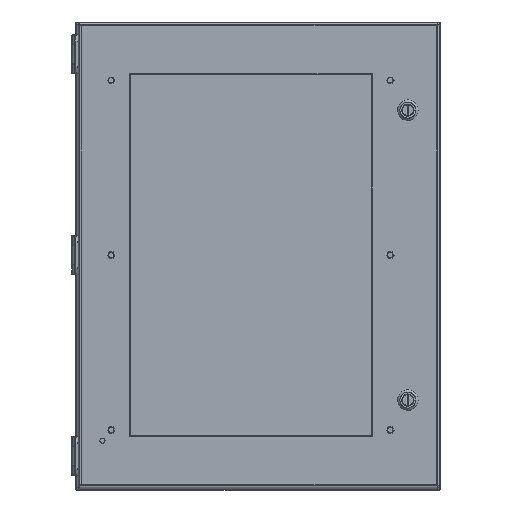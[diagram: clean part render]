
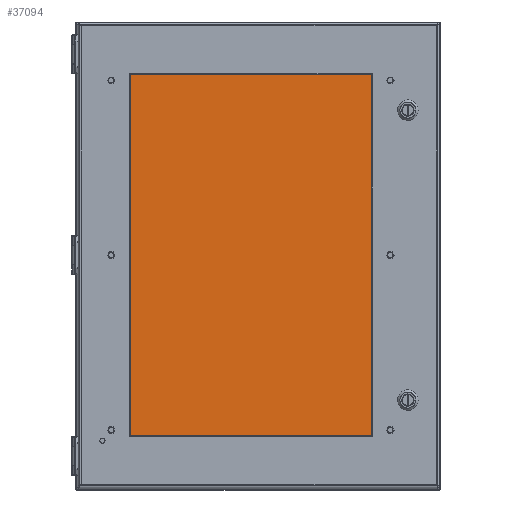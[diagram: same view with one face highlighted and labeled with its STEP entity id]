
A CAD part, top view. The second image highlights one B-rep face of the part: STEP entity #37094.
In plain terms, the highlighted planar face has unit normal (0, 0, 1).
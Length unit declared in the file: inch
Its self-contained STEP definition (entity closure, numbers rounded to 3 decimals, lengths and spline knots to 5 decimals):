
#1317 = PLANE ( 'NONE',  #77150 ) ;
#8571 = ORIENTED_EDGE ( 'NONE', *, *, #14652, .T. ) ;
#9645 = CARTESIAN_POINT ( 'NONE',  ( -4.98434, 6.98438, 2.62106 ) ) ;
#13596 = VERTEX_POINT ( 'NONE', #80222 ) ;
#14652 = EDGE_CURVE ( 'NONE', #13596, #24108, #24840, .T. ) ;
#15655 = CARTESIAN_POINT ( 'NONE',  ( -4.98434, 6.98438, 2.62106 ) ) ;
#20249 = EDGE_CURVE ( 'NONE', #116082, #103841, #92098, .T. ) ;
#20571 = FACE_OUTER_BOUND ( 'NONE', #122501, .T. ) ;
#21726 = DIRECTION ( 'NONE',  ( 0., 1., 0. ) ) ;
#24108 = VERTEX_POINT ( 'NONE', #82184 ) ;
#24840 = LINE ( 'NONE', #26051, #46052 ) ;
#26051 = CARTESIAN_POINT ( 'NONE',  ( 4.35941, -6.98438, 2.62106 ) ) ;
#37094 = ADVANCED_FACE ( 'NONE', ( #20571 ), #1317, .F. ) ;
#42790 = ORIENTED_EDGE ( 'NONE', *, *, #105559, .T. ) ;
#44269 = DIRECTION ( 'NONE',  ( -1., 0., 0. ) ) ;
#46052 = VECTOR ( 'NONE', #121659, 39.37008 ) ;
#46705 = ORIENTED_EDGE ( 'NONE', *, *, #20249, .T. ) ;
#47347 = CARTESIAN_POINT ( 'NONE',  ( -0.31247, 0., 2.62106 ) ) ;
#49173 = DIRECTION ( 'NONE',  ( -1., 0., 0. ) ) ;
#59979 = DIRECTION ( 'NONE',  ( 0., -1., 0. ) ) ;
#65124 = VECTOR ( 'NONE', #44269, 39.37008 ) ;
#66868 = CARTESIAN_POINT ( 'NONE',  ( -4.98434, -6.98438, 2.62106 ) ) ;
#74101 = VECTOR ( 'NONE', #21726, 39.37008 ) ;
#77150 = AXIS2_PLACEMENT_3D ( 'NONE', #47347, #96384, #49173 ) ;
#80222 = CARTESIAN_POINT ( 'NONE',  ( -4.98434, -6.98438, 2.62106 ) ) ;
#82184 = CARTESIAN_POINT ( 'NONE',  ( 4.35941, -6.98438, 2.62106 ) ) ;
#86106 = LINE ( 'NONE', #66868, #109625 ) ;
#92098 = LINE ( 'NONE', #15655, #65124 ) ;
#96332 = CARTESIAN_POINT ( 'NONE',  ( 4.35941, 6.98438, 2.62106 ) ) ;
#96384 = DIRECTION ( 'NONE',  ( 0., 0., -1. ) ) ;
#98762 = EDGE_CURVE ( 'NONE', #103841, #13596, #86106, .T. ) ;
#103841 = VERTEX_POINT ( 'NONE', #9645 ) ;
#104605 = ORIENTED_EDGE ( 'NONE', *, *, #98762, .T. ) ;
#105559 = EDGE_CURVE ( 'NONE', #24108, #116082, #116162, .T. ) ;
#106965 = CARTESIAN_POINT ( 'NONE',  ( 4.35941, 6.98438, 2.62106 ) ) ;
#109625 = VECTOR ( 'NONE', #59979, 39.37008 ) ;
#116082 = VERTEX_POINT ( 'NONE', #106965 ) ;
#116162 = LINE ( 'NONE', #96332, #74101 ) ;
#121659 = DIRECTION ( 'NONE',  ( 1., 0., 0. ) ) ;
#122501 = EDGE_LOOP ( 'NONE', ( #104605, #8571, #42790, #46705 ) ) ;
